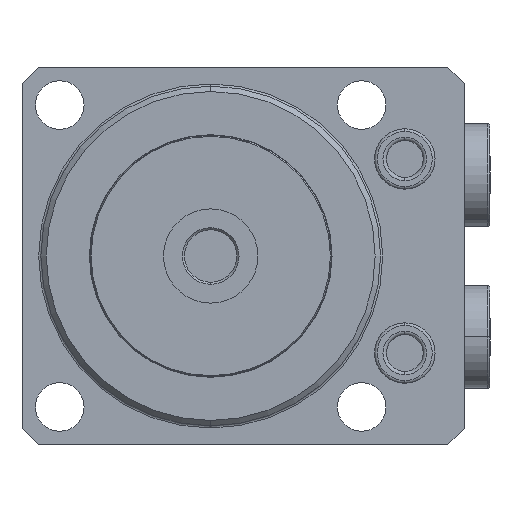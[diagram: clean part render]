
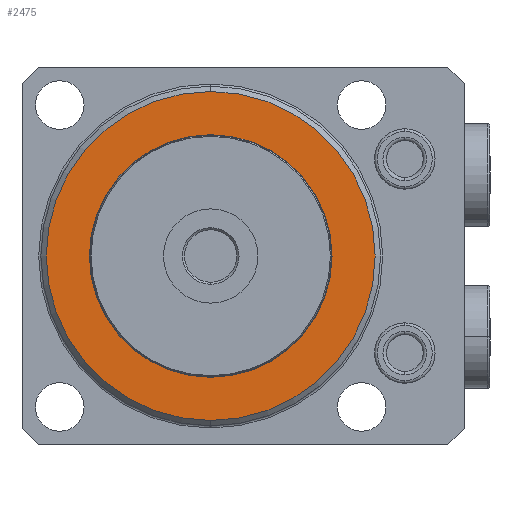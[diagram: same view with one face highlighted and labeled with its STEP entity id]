
A CAD part, front view. The second image highlights one B-rep face of the part: STEP entity #2475.
In plain terms, the highlighted planar face has unit normal (0, -1, 0).
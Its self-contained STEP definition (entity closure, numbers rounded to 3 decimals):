
#452 = DIRECTION ( 'NONE',  ( 0., 1., 0. ) ) ;
#461 = DIRECTION ( 'NONE',  ( 0., 0., 1. ) ) ;
#478 = PLANE ( 'NONE',  #4849 ) ;
#479 = CARTESIAN_POINT ( 'NONE',  ( 0., -47., 0. ) ) ;
#1121 = CIRCLE ( 'NONE', #1635, 21.5 ) ;
#1123 = CIRCLE ( 'NONE', #1633, 30.5 ) ;
#1191 = AXIS2_PLACEMENT_3D ( 'NONE', #5599, #5598, #5597 ) ;
#1594 = AXIS2_PLACEMENT_3D ( 'NONE', #7119, #7117, #7116 ) ;
#1633 = AXIS2_PLACEMENT_3D ( 'NONE', #7688, #7683, #7669 ) ;
#1635 = AXIS2_PLACEMENT_3D ( 'NONE', #6871, #6867, #6863 ) ;
#2475 = ADVANCED_FACE ( 'NONE', ( #6164, #6157 ), #478, .F. ) ;
#3294 = CARTESIAN_POINT ( 'NONE',  ( 0., -47., 30.5 ) ) ;
#3307 = CARTESIAN_POINT ( 'NONE',  ( 0., -47., -30.5 ) ) ;
#3558 = CIRCLE ( 'NONE', #1191, 21.5 ) ;
#3669 = ORIENTED_EDGE ( 'NONE', *, *, #4782, .T. ) ;
#3672 = ORIENTED_EDGE ( 'NONE', *, *, #9465, .T. ) ;
#3677 = ORIENTED_EDGE ( 'NONE', *, *, #4781, .T. ) ;
#3678 = ORIENTED_EDGE ( 'NONE', *, *, #9597, .T. ) ;
#4781 = EDGE_CURVE ( 'NONE', #10026, #10015, #1121, .T. ) ;
#4782 = EDGE_CURVE ( 'NONE', #9963, #9958, #1123, .T. ) ;
#4849 = AXIS2_PLACEMENT_3D ( 'NONE', #479, #452, #461 ) ;
#5597 = DIRECTION ( 'NONE',  ( 0., 0., 1. ) ) ;
#5598 = DIRECTION ( 'NONE',  ( 0., 1., 0. ) ) ;
#5599 = CARTESIAN_POINT ( 'NONE',  ( 0., -47., 0. ) ) ;
#6157 = FACE_BOUND ( 'NONE', #9398, .T. ) ;
#6164 = FACE_OUTER_BOUND ( 'NONE', #9397, .T. ) ;
#6863 = DIRECTION ( 'NONE',  ( 0., 0., 1. ) ) ;
#6867 = DIRECTION ( 'NONE',  ( 0., 1., 0. ) ) ;
#6871 = CARTESIAN_POINT ( 'NONE',  ( 0., -47., 0. ) ) ;
#7116 = DIRECTION ( 'NONE',  ( 0., 0., 1. ) ) ;
#7117 = DIRECTION ( 'NONE',  ( 0., -1., 0. ) ) ;
#7119 = CARTESIAN_POINT ( 'NONE',  ( 0., -47., 0. ) ) ;
#7669 = DIRECTION ( 'NONE',  ( 0., 0., 1. ) ) ;
#7683 = DIRECTION ( 'NONE',  ( 0., -1., 0. ) ) ;
#7688 = CARTESIAN_POINT ( 'NONE',  ( 0., -47., 0. ) ) ;
#8056 = CIRCLE ( 'NONE', #1594, 30.5 ) ;
#8939 = CARTESIAN_POINT ( 'NONE',  ( 0., -47., -21.5 ) ) ;
#8968 = CARTESIAN_POINT ( 'NONE',  ( 0., -47., 21.5 ) ) ;
#9397 = EDGE_LOOP ( 'NONE', ( #3669, #3672 ) ) ;
#9398 = EDGE_LOOP ( 'NONE', ( #3677, #3678 ) ) ;
#9465 = EDGE_CURVE ( 'NONE', #9958, #9963, #8056, .T. ) ;
#9597 = EDGE_CURVE ( 'NONE', #10015, #10026, #3558, .T. ) ;
#9958 = VERTEX_POINT ( 'NONE', #3307 ) ;
#9963 = VERTEX_POINT ( 'NONE', #3294 ) ;
#10015 = VERTEX_POINT ( 'NONE', #8968 ) ;
#10026 = VERTEX_POINT ( 'NONE', #8939 ) ;
